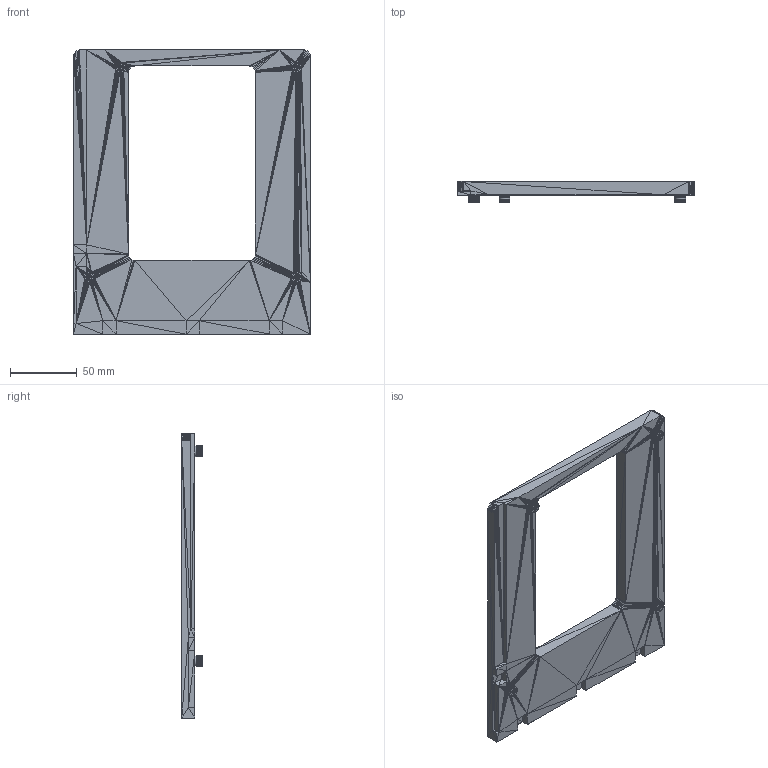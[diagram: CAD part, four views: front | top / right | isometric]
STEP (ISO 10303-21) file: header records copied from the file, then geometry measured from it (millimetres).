
FILE_DESCRIPTION(/* description */ (''),/* implementation_level */ '2;1');
FILE_NAME(/* name */ 'MB v1.step',/* time_stamp */ '2023-03-13T16:45:58+10:00',/* author */ (''),/* organization */ (''),/* preprocessor_version */ 'ST-DEVELOPER v19.2',/* originating_system */ 'Autodesk Translation Framework v11.17.0.187',/* authorisation */ '');
FILE_SCHEMA (('AUTOMOTIVE_DESIGN { 1 0 10303 214 3 1 1 }'));
Length unit declared in the file: millimetre
Products named in the file (1): MB
Bounding box: 177.8 x 15.5 x 213.29 mm (x, y, z)
Volume: 234412.9 mm3; surface area: 61762.9 mm2
Topology: 1 solids, 1 shells, 2364 faces, 3546 edges, 1182 vertices
Faces by surface type: plane 2364
Entity records: 46139 total; most frequent: DIRECTION 8276, CARTESIAN_POINT 7093, ORIENTED_EDGE 7092, LINE 3546, VECTOR 3546, EDGE_CURVE 3546, AXIS2_PLACEMENT_3D 2365, FACE_OUTER_BOUND 2364
